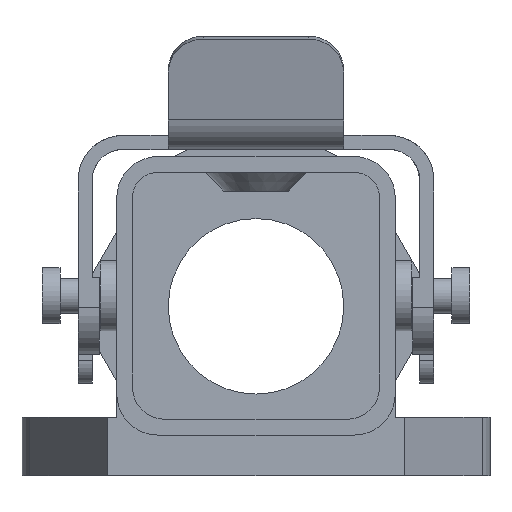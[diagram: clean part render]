
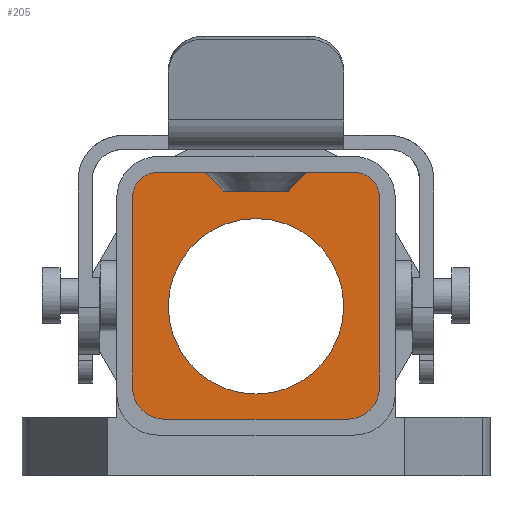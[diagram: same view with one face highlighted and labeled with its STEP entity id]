
A CAD part, front view. The second image highlights one B-rep face of the part: STEP entity #205.
In plain terms, the highlighted planar face has unit normal (0, -1, 0).
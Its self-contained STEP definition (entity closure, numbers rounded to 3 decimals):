
#205 = ADVANCED_FACE( '', ( #533, #534 ), #535, .T. );
#533 = FACE_OUTER_BOUND( '', #1027, .T. );
#534 = FACE_BOUND( '', #1028, .T. );
#535 = PLANE( '', #1029 );
#1027 = EDGE_LOOP( '', ( #1548, #1549, #1550, #1551, #1552, #1553, #1554, #1555, #1556, #1557, #1558, #1559 ) );
#1028 = EDGE_LOOP( '', ( #1560 ) );
#1029 = AXIS2_PLACEMENT_3D( '', #1561, #1562, #1563 );
#1548 = ORIENTED_EDGE( '', *, *, #2820, .F. );
#1549 = ORIENTED_EDGE( '', *, *, #2821, .F. );
#1550 = ORIENTED_EDGE( '', *, *, #2822, .T. );
#1551 = ORIENTED_EDGE( '', *, *, #2823, .T. );
#1552 = ORIENTED_EDGE( '', *, *, #2824, .T. );
#1553 = ORIENTED_EDGE( '', *, *, #2825, .T. );
#1554 = ORIENTED_EDGE( '', *, *, #2826, .T. );
#1555 = ORIENTED_EDGE( '', *, *, #2827, .T. );
#1556 = ORIENTED_EDGE( '', *, *, #2828, .F. );
#1557 = ORIENTED_EDGE( '', *, *, #2829, .F. );
#1558 = ORIENTED_EDGE( '', *, *, #2830, .F. );
#1559 = ORIENTED_EDGE( '', *, *, #2831, .T. );
#1560 = ORIENTED_EDGE( '', *, *, #2832, .T. );
#1561 = CARTESIAN_POINT( '', ( -8.4, 35.5, 8.4 ) );
#1562 = DIRECTION( '', ( 0., -1., 0. ) );
#1563 = DIRECTION( '', ( 0., 0., -1. ) );
#2820 = EDGE_CURVE( '', #3351, #3352, #3353, .T. );
#2821 = EDGE_CURVE( '', #3354, #3351, #3355, .T. );
#2822 = EDGE_CURVE( '', #3354, #3356, #3357, .T. );
#2823 = EDGE_CURVE( '', #3356, #3358, #3359, .T. );
#2824 = EDGE_CURVE( '', #3358, #3360, #3361, .T. );
#2825 = EDGE_CURVE( '', #3360, #3362, #3363, .T. );
#2826 = EDGE_CURVE( '', #3362, #3364, #3365, .T. );
#2827 = EDGE_CURVE( '', #3364, #3366, #3367, .T. );
#2828 = EDGE_CURVE( '', #3368, #3366, #3369, .T. );
#2829 = EDGE_CURVE( '', #3370, #3368, #3371, .T. );
#2830 = EDGE_CURVE( '', #3372, #3370, #3373, .T. );
#2831 = EDGE_CURVE( '', #3372, #3352, #3374, .T. );
#2832 = EDGE_CURVE( '', #3375, #3375, #3376, .F. );
#3351 = VERTEX_POINT( '', #4108 );
#3352 = VERTEX_POINT( '', #4109 );
#3353 = LINE( '', #4110, #4111 );
#3354 = VERTEX_POINT( '', #4112 );
#3355 = LINE( '', #4113, #4114 );
#3356 = VERTEX_POINT( '', #4115 );
#3357 = LINE( '', #4116, #4117 );
#3358 = VERTEX_POINT( '', #4118 );
#3359 = LINE( '', #4119, #4120 );
#3360 = VERTEX_POINT( '', #4121 );
#3361 = CIRCLE( '', #4122, 2.15 );
#3362 = VERTEX_POINT( '', #4123 );
#3363 = LINE( '', #4124, #4125 );
#3364 = VERTEX_POINT( '', #4126 );
#3365 = CIRCLE( '', #4127, 2.75 );
#3366 = VERTEX_POINT( '', #4128 );
#3367 = LINE( '', #4129, #4130 );
#3368 = VERTEX_POINT( '', #4131 );
#3369 = CIRCLE( '', #4132, 2.75 );
#3370 = VERTEX_POINT( '', #4133 );
#3371 = LINE( '', #4134, #4135 );
#3372 = VERTEX_POINT( '', #4136 );
#3373 = CIRCLE( '', #4137, 2.15 );
#3374 = LINE( '', #4138, #4139 );
#3375 = VERTEX_POINT( '', #4140 );
#3376 = CIRCLE( '', #4141, 7.5 );
#4108 = CARTESIAN_POINT( '', ( 2.75, 35.5, 8.95 ) );
#4109 = CARTESIAN_POINT( '', ( 4.35, 35.5, 10.55 ) );
#4110 = CARTESIAN_POINT( '', ( -3.1, 35.5, 3.1 ) );
#4111 = VECTOR( '', #5048, 1000. );
#4112 = CARTESIAN_POINT( '', ( -2.75, 35.5, 8.95 ) );
#4113 = CARTESIAN_POINT( '', ( 2.75, 35.5, 8.95 ) );
#4114 = VECTOR( '', #5049, 1000. );
#4115 = CARTESIAN_POINT( '', ( -4.35, 35.5, 10.55 ) );
#4116 = CARTESIAN_POINT( '', ( -2.75, 35.5, 8.95 ) );
#4117 = VECTOR( '', #5050, 1000. );
#4118 = CARTESIAN_POINT( '', ( -8.4, 35.5, 10.55 ) );
#4119 = CARTESIAN_POINT( '', ( -8.4, 35.5, 10.55 ) );
#4120 = VECTOR( '', #5051, 1000. );
#4121 = CARTESIAN_POINT( '', ( -10.55, 35.5, 8.4 ) );
#4122 = AXIS2_PLACEMENT_3D( '', #5052, #5053, #5054 );
#4123 = CARTESIAN_POINT( '', ( -10.55, 35.5, -7.8 ) );
#4124 = CARTESIAN_POINT( '', ( -10.55, 35.5, 8.4 ) );
#4125 = VECTOR( '', #5055, 1000. );
#4126 = CARTESIAN_POINT( '', ( -7.8, 35.5, -10.55 ) );
#4127 = AXIS2_PLACEMENT_3D( '', #5056, #5057, #5058 );
#4128 = CARTESIAN_POINT( '', ( 7.8, 35.5, -10.55 ) );
#4129 = CARTESIAN_POINT( '', ( -8.4, 35.5, -10.55 ) );
#4130 = VECTOR( '', #5059, 1000. );
#4131 = CARTESIAN_POINT( '', ( 10.55, 35.5, -7.8 ) );
#4132 = AXIS2_PLACEMENT_3D( '', #5060, #5061, #5062 );
#4133 = CARTESIAN_POINT( '', ( 10.55, 35.5, 8.4 ) );
#4134 = CARTESIAN_POINT( '', ( 10.55, 35.5, 8.4 ) );
#4135 = VECTOR( '', #5063, 1000. );
#4136 = CARTESIAN_POINT( '', ( 8.4, 35.5, 10.55 ) );
#4137 = AXIS2_PLACEMENT_3D( '', #5064, #5065, #5066 );
#4138 = CARTESIAN_POINT( '', ( -8.4, 35.5, 10.55 ) );
#4139 = VECTOR( '', #5067, 1000. );
#4140 = CARTESIAN_POINT( '', ( 0., 35.5, -8.4 ) );
#4141 = AXIS2_PLACEMENT_3D( '', #5068, #5069, #5070 );
#5048 = DIRECTION( '', ( 0.707, 0., 0.707 ) );
#5049 = DIRECTION( '', ( 1., 0., 0. ) );
#5050 = DIRECTION( '', ( -0.707, 0., 0.707 ) );
#5051 = DIRECTION( '', ( -1., 0., 0. ) );
#5052 = CARTESIAN_POINT( '', ( -8.4, 35.5, 8.4 ) );
#5053 = DIRECTION( '', ( 0., -1., 0. ) );
#5054 = DIRECTION( '', ( 0., 0., -1. ) );
#5055 = DIRECTION( '', ( 0., 0., -1. ) );
#5056 = CARTESIAN_POINT( '', ( -7.8, 35.5, -7.8 ) );
#5057 = DIRECTION( '', ( 0., -1., 0. ) );
#5058 = DIRECTION( '', ( 0., 0., -1. ) );
#5059 = DIRECTION( '', ( 1., 0., 0. ) );
#5060 = CARTESIAN_POINT( '', ( 7.8, 35.5, -7.8 ) );
#5061 = DIRECTION( '', ( 0., 1., 0. ) );
#5062 = DIRECTION( '', ( 0., 0., -1. ) );
#5063 = DIRECTION( '', ( 0., 0., -1. ) );
#5064 = CARTESIAN_POINT( '', ( 8.4, 35.5, 8.4 ) );
#5065 = DIRECTION( '', ( 0., 1., 0. ) );
#5066 = DIRECTION( '', ( 0., 0., -1. ) );
#5067 = DIRECTION( '', ( -1., 0., 0. ) );
#5068 = CARTESIAN_POINT( '', ( 0., 35.5, -0.9 ) );
#5069 = DIRECTION( '', ( 0., -1., 0. ) );
#5070 = DIRECTION( '', ( 0., 0., -1. ) );
